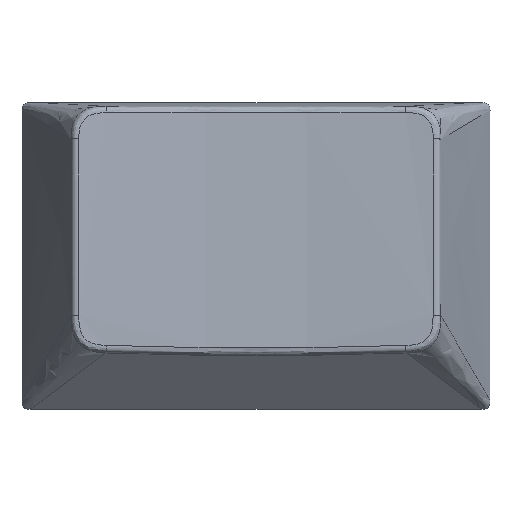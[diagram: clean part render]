
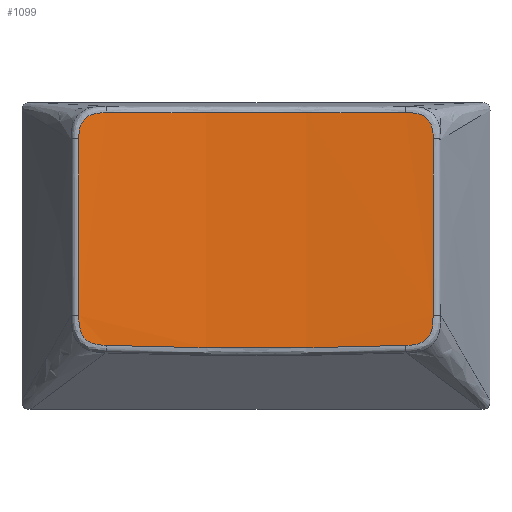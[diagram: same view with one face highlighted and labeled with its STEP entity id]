
A CAD part, top view. The second image highlights one B-rep face of the part: STEP entity #1099.
In plain terms, the highlighted cylindrical face has radius 106.066 mm (diameter 212.132 mm), a partial arc.
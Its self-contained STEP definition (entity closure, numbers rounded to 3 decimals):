
#24=CYLINDRICAL_SURFACE('',#1172,106.066);
#65=FACE_OUTER_BOUND('',#131,.T.);
#131=EDGE_LOOP('',(#771,#772,#773,#774,#775,#776,#777,#778));
#207=B_SPLINE_CURVE_WITH_KNOTS('',3,(#2081,#2082,#2083,#2084,#2085),
 .UNSPECIFIED.,.F.,.F.,(4,1,4),(-0.138,8.746,17.63),
 .UNSPECIFIED.);
#208=B_SPLINE_CURVE_WITH_KNOTS('',3,(#2087,#2088,#2089,#2090,#2091,#2092,
#2093,#2094,#2095,#2096,#2097),.UNSPECIFIED.,.F.,.F.,(4,1,1,1,1,1,1,1,4),
(0.18,0.603,0.98,1.313,1.618,1.918,
2.236,2.594,2.997),.UNSPECIFIED.);
#209=B_SPLINE_CURVE_WITH_KNOTS('',3,(#2099,#2100,#2101,#2102),
 .UNSPECIFIED.,.F.,.F.,(4,4),(-0.092,10.349),.UNSPECIFIED.);
#210=B_SPLINE_CURVE_WITH_KNOTS('',3,(#2104,#2105,#2106,#2107,#2108,#2109,
#2110,#2111,#2112,#2113),.UNSPECIFIED.,.F.,.F.,(4,1,1,1,1,1,1,4),(0.196,
0.96,1.286,1.588,1.88,2.179,2.502,
2.86),.UNSPECIFIED.);
#211=B_SPLINE_CURVE_WITH_KNOTS('',3,(#2115,#2116,#2117,#2118,#2119),
 .UNSPECIFIED.,.F.,.F.,(4,1,4),(-0.197,8.66,17.517),
 .UNSPECIFIED.);
#212=B_SPLINE_CURVE_WITH_KNOTS('',3,(#2121,#2122,#2123,#2124,#2125,#2126,
#2127,#2128,#2129,#2130),.UNSPECIFIED.,.F.,.F.,(4,1,1,1,1,1,1,4),(0.092,
0.451,0.774,1.072,1.364,1.666,1.992,
2.756),.UNSPECIFIED.);
#213=B_SPLINE_CURVE_WITH_KNOTS('',3,(#2132,#2133,#2134,#2135),
 .UNSPECIFIED.,.F.,.F.,(4,4),(-0.181,10.26),.UNSPECIFIED.);
#214=B_SPLINE_CURVE_WITH_KNOTS('',3,(#2136,#2137,#2138,#2139,#2140,#2141,
#2142,#2143,#2144,#2145,#2146),.UNSPECIFIED.,.F.,.F.,(4,1,1,1,1,1,1,1,4),
(0.138,0.541,0.898,1.217,1.516,1.821,
2.155,2.532,2.955),.UNSPECIFIED.);
#480=VERTEX_POINT('',#2079);
#481=VERTEX_POINT('',#2080);
#482=VERTEX_POINT('',#2086);
#483=VERTEX_POINT('',#2098);
#484=VERTEX_POINT('',#2103);
#485=VERTEX_POINT('',#2114);
#486=VERTEX_POINT('',#2120);
#487=VERTEX_POINT('',#2131);
#591=EDGE_CURVE('',#480,#481,#207,.F.);
#592=EDGE_CURVE('',#481,#482,#208,.F.);
#593=EDGE_CURVE('',#482,#483,#209,.F.);
#594=EDGE_CURVE('',#483,#484,#210,.F.);
#595=EDGE_CURVE('',#484,#485,#211,.F.);
#596=EDGE_CURVE('',#485,#486,#212,.F.);
#597=EDGE_CURVE('',#486,#487,#213,.F.);
#598=EDGE_CURVE('',#487,#480,#214,.F.);
#771=ORIENTED_EDGE('',*,*,#591,.T.);
#772=ORIENTED_EDGE('',*,*,#592,.T.);
#773=ORIENTED_EDGE('',*,*,#593,.T.);
#774=ORIENTED_EDGE('',*,*,#594,.T.);
#775=ORIENTED_EDGE('',*,*,#595,.T.);
#776=ORIENTED_EDGE('',*,*,#596,.T.);
#777=ORIENTED_EDGE('',*,*,#597,.T.);
#778=ORIENTED_EDGE('',*,*,#598,.T.);
#1099=ADVANCED_FACE('',(#65),#24,.F.);
#1172=AXIS2_PLACEMENT_3D('',#2078,#1256,#1257);
#1256=DIRECTION('center_axis',(0.,-0.998,
0.055));
#1257=DIRECTION('ref_axis',(-0.473,0.048,0.88));
#2078=CARTESIAN_POINT('Origin',(0.,-100.527,88.806));
#2079=CARTESIAN_POINT('',(-8.834,-6.869,-22.206));
#2080=CARTESIAN_POINT('',(8.834,-6.869,-22.206));
#2081=CARTESIAN_POINT('Ctrl Pts',(8.834,-6.869,-22.206));
#2082=CARTESIAN_POINT('Ctrl Pts',(5.897,-6.975,-22.446));
#2083=CARTESIAN_POINT('Ctrl Pts',(0.,-7.082,-22.686));
#2084=CARTESIAN_POINT('Ctrl Pts',(-5.897,-6.975,-22.446));
#2085=CARTESIAN_POINT('Ctrl Pts',(-8.834,-6.869,-22.206));
#2086=CARTESIAN_POINT('',(10.458,-5.105,-22.154));
#2087=CARTESIAN_POINT('Ctrl Pts',(10.458,-5.105,-22.154));
#2088=CARTESIAN_POINT('Ctrl Pts',(10.458,-5.246,-22.146));
#2089=CARTESIAN_POINT('Ctrl Pts',(10.455,-5.512,-22.132));
#2090=CARTESIAN_POINT('Ctrl Pts',(10.403,-5.887,-22.117));
#2091=CARTESIAN_POINT('Ctrl Pts',(10.29,-6.207,-22.11));
#2092=CARTESIAN_POINT('Ctrl Pts',(10.112,-6.466,-22.113));
#2093=CARTESIAN_POINT('Ctrl Pts',(9.87,-6.66,-22.125));
#2094=CARTESIAN_POINT('Ctrl Pts',(9.571,-6.787,-22.146));
#2095=CARTESIAN_POINT('Ctrl Pts',(9.218,-6.852,-22.174));
#2096=CARTESIAN_POINT('Ctrl Pts',(8.967,-6.865,-22.195));
#2097=CARTESIAN_POINT('Ctrl Pts',(8.834,-6.869,-22.206));
#2098=CARTESIAN_POINT('',(10.462,5.32,-22.727));
#2099=CARTESIAN_POINT('Ctrl Pts',(10.462,5.32,-22.727));
#2100=CARTESIAN_POINT('Ctrl Pts',(10.461,1.845,-22.536));
#2101=CARTESIAN_POINT('Ctrl Pts',(10.46,-1.63,-22.345));
#2102=CARTESIAN_POINT('Ctrl Pts',(10.458,-5.105,-22.154));
#2103=CARTESIAN_POINT('',(8.814,6.869,-22.963));
#2104=CARTESIAN_POINT('Ctrl Pts',(8.814,6.869,-22.963));
#2105=CARTESIAN_POINT('Ctrl Pts',(9.066,6.869,-22.942));
#2106=CARTESIAN_POINT('Ctrl Pts',(9.432,6.857,-22.91));
#2107=CARTESIAN_POINT('Ctrl Pts',(9.864,6.69,-22.861));
#2108=CARTESIAN_POINT('Ctrl Pts',(10.111,6.509,-22.827));
#2109=CARTESIAN_POINT('Ctrl Pts',(10.294,6.273,-22.796));
#2110=CARTESIAN_POINT('Ctrl Pts',(10.409,5.99,-22.77));
#2111=CARTESIAN_POINT('Ctrl Pts',(10.46,5.666,-22.747));
#2112=CARTESIAN_POINT('Ctrl Pts',(10.462,5.439,-22.734));
#2113=CARTESIAN_POINT('Ctrl Pts',(10.462,5.32,-22.727));
#2114=CARTESIAN_POINT('',(-8.814,6.869,-22.963));
#2115=CARTESIAN_POINT('Ctrl Pts',(-8.814,6.869,-22.963));
#2116=CARTESIAN_POINT('Ctrl Pts',(-5.883,6.878,-23.209));
#2117=CARTESIAN_POINT('Ctrl Pts',(0.,6.887,
-23.454));
#2118=CARTESIAN_POINT('Ctrl Pts',(5.883,6.878,-23.209));
#2119=CARTESIAN_POINT('Ctrl Pts',(8.814,6.869,-22.963));
#2120=CARTESIAN_POINT('',(-10.462,5.32,-22.727));
#2121=CARTESIAN_POINT('Ctrl Pts',(-10.462,5.32,-22.727));
#2122=CARTESIAN_POINT('Ctrl Pts',(-10.462,5.439,-22.734));
#2123=CARTESIAN_POINT('Ctrl Pts',(-10.46,5.666,-22.747));
#2124=CARTESIAN_POINT('Ctrl Pts',(-10.409,5.99,-22.77));
#2125=CARTESIAN_POINT('Ctrl Pts',(-10.294,6.273,-22.796));
#2126=CARTESIAN_POINT('Ctrl Pts',(-10.111,6.509,-22.827));
#2127=CARTESIAN_POINT('Ctrl Pts',(-9.864,6.69,-22.861));
#2128=CARTESIAN_POINT('Ctrl Pts',(-9.432,6.857,-22.91));
#2129=CARTESIAN_POINT('Ctrl Pts',(-9.066,6.869,-22.942));
#2130=CARTESIAN_POINT('Ctrl Pts',(-8.814,6.869,-22.963));
#2131=CARTESIAN_POINT('',(-10.458,-5.105,-22.154));
#2132=CARTESIAN_POINT('Ctrl Pts',(-10.458,-5.105,-22.154));
#2133=CARTESIAN_POINT('Ctrl Pts',(-10.46,-1.63,-22.345));
#2134=CARTESIAN_POINT('Ctrl Pts',(-10.461,1.845,-22.536));
#2135=CARTESIAN_POINT('Ctrl Pts',(-10.462,5.32,-22.727));
#2136=CARTESIAN_POINT('Ctrl Pts',(-8.834,-6.869,-22.206));
#2137=CARTESIAN_POINT('Ctrl Pts',(-8.967,-6.865,-22.195));
#2138=CARTESIAN_POINT('Ctrl Pts',(-9.218,-6.852,-22.174));
#2139=CARTESIAN_POINT('Ctrl Pts',(-9.571,-6.787,-22.146));
#2140=CARTESIAN_POINT('Ctrl Pts',(-9.87,-6.66,-22.125));
#2141=CARTESIAN_POINT('Ctrl Pts',(-10.112,-6.466,-22.113));
#2142=CARTESIAN_POINT('Ctrl Pts',(-10.29,-6.207,-22.11));
#2143=CARTESIAN_POINT('Ctrl Pts',(-10.403,-5.887,-22.117));
#2144=CARTESIAN_POINT('Ctrl Pts',(-10.455,-5.512,-22.132));
#2145=CARTESIAN_POINT('Ctrl Pts',(-10.458,-5.246,-22.146));
#2146=CARTESIAN_POINT('Ctrl Pts',(-10.458,-5.105,-22.154));
